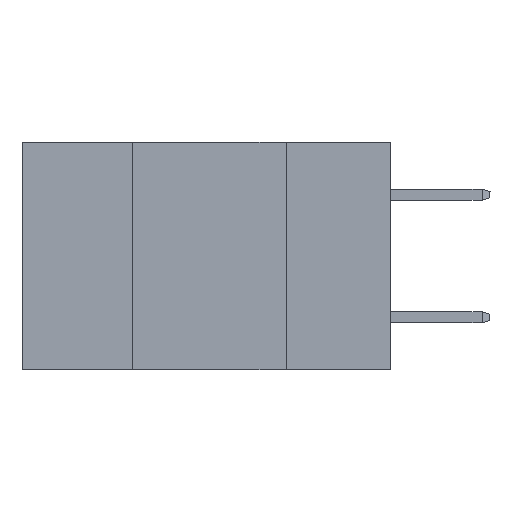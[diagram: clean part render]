
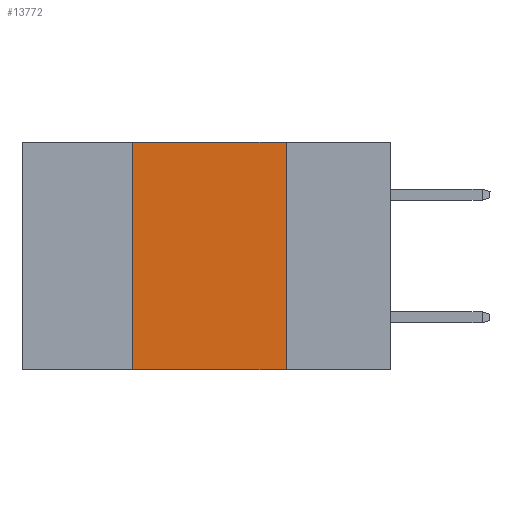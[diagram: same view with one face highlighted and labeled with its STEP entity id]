
A CAD part, left-side view. The second image highlights one B-rep face of the part: STEP entity #13772.
In plain terms, the highlighted planar face has unit normal (-1, 0, 0).
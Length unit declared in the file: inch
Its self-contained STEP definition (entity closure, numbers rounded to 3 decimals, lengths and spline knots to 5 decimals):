
#337 = DIRECTION ( 'NONE',  ( 0., 0., 1. ) ) ;
#586 = EDGE_CURVE ( 'NONE', #14788, #7191, #19148, .T. ) ;
#706 = EDGE_LOOP ( 'NONE', ( #5068, #4913, #7362, #14365 ) ) ;
#937 = EDGE_CURVE ( 'NONE', #3125, #10622, #13001, .T. ) ;
#3125 = VERTEX_POINT ( 'NONE', #11969 ) ;
#3284 = DIRECTION ( 'NONE',  ( 0., -1., 0. ) ) ;
#3343 = VECTOR ( 'NONE', #3284, 39.37008 ) ;
#3545 = LINE ( 'NONE', #7320, #3766 ) ;
#3766 = VECTOR ( 'NONE', #13107, 39.37008 ) ;
#3830 = CARTESIAN_POINT ( 'NONE',  ( 0., 0.42, -0.37 ) ) ;
#4913 = ORIENTED_EDGE ( 'NONE', *, *, #937, .F. ) ;
#4926 = DIRECTION ( 'NONE',  ( 0., -1., 0. ) ) ;
#5068 = ORIENTED_EDGE ( 'NONE', *, *, #13696, .F. ) ;
#5615 = CARTESIAN_POINT ( 'NONE',  ( 0., 0.17, -0.37 ) ) ;
#7096 = FACE_OUTER_BOUND ( 'NONE', #706, .T. ) ;
#7168 = LINE ( 'NONE', #19442, #13288 ) ;
#7191 = VERTEX_POINT ( 'NONE', #5615 ) ;
#7320 = CARTESIAN_POINT ( 'NONE',  ( 0., 0.17, 0. ) ) ;
#7362 = ORIENTED_EDGE ( 'NONE', *, *, #11955, .F. ) ;
#8582 = VECTOR ( 'NONE', #4926, 39.37008 ) ;
#10622 = VERTEX_POINT ( 'NONE', #11221 ) ;
#11221 = CARTESIAN_POINT ( 'NONE',  ( 0., 0.17, 0. ) ) ;
#11955 = EDGE_CURVE ( 'NONE', #14788, #3125, #7168, .T. ) ;
#11969 = CARTESIAN_POINT ( 'NONE',  ( 0., 0.42, 0. ) ) ;
#11981 = DIRECTION ( 'NONE',  ( 0., 0., -1. ) ) ;
#12044 = PLANE ( 'NONE',  #16642 ) ;
#12165 = CARTESIAN_POINT ( 'NONE',  ( 0., 0.6, 0. ) ) ;
#13001 = LINE ( 'NONE', #17118, #3343 ) ;
#13107 = DIRECTION ( 'NONE',  ( 0., 0., -1. ) ) ;
#13288 = VECTOR ( 'NONE', #337, 39.37008 ) ;
#13354 = CARTESIAN_POINT ( 'NONE',  ( 0., 0.6, -0.37 ) ) ;
#13696 = EDGE_CURVE ( 'NONE', #10622, #7191, #3545, .T. ) ;
#13772 = ADVANCED_FACE ( 'NONE', ( #7096 ), #12044, .F. ) ;
#14365 = ORIENTED_EDGE ( 'NONE', *, *, #586, .T. ) ;
#14788 = VERTEX_POINT ( 'NONE', #3830 ) ;
#16642 = AXIS2_PLACEMENT_3D ( 'NONE', #12165, #17988, #11981 ) ;
#17118 = CARTESIAN_POINT ( 'NONE',  ( 0., 0.6, 0. ) ) ;
#17988 = DIRECTION ( 'NONE',  ( 1., 0., 0. ) ) ;
#19148 = LINE ( 'NONE', #13354, #8582 ) ;
#19442 = CARTESIAN_POINT ( 'NONE',  ( 0., 0.42, 0. ) ) ;
